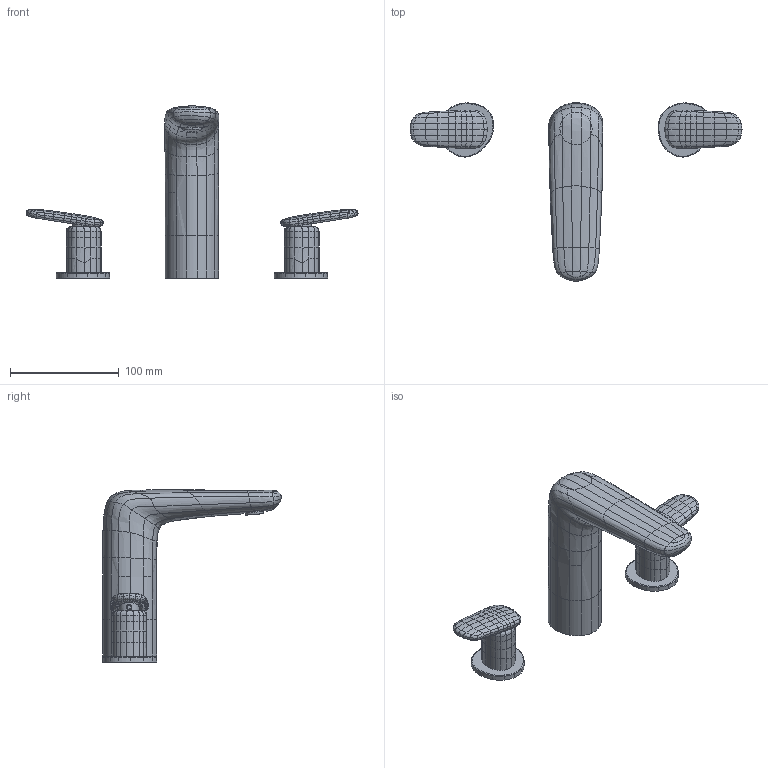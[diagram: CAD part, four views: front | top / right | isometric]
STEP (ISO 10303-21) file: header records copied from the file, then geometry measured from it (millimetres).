
FILE_DESCRIPTION(/* description */ (''),/* implementation_level */ '2;1');
FILE_NAME(/* name */ 'TVW111001000.step',/* time_stamp */ '2023-01-19T12:24:54+01:00',/* author */ (''),/* organization */ (''),/* preprocessor_version */ 'ST-DEVELOPER v19.2',/* originating_system */ 'Autodesk Translation Framework v11.17.0.187',/* authorisation */ '');
FILE_SCHEMA (('AUTOMOTIVE_DESIGN { 1 0 10303 214 3 1 1 }'));
Length unit declared in the file: millimetre
Products named in the file (10): (Nicht gespeichert); PIANTANA-214-ANTAO-DX_ASM; PIANTANA-214-ANTAO-SX_ASM; CAPPUCCIO-PIANTANA-ANTAO-214-V2; BASE-PIANTANA-ANTAO-V2; MANIGLIA-214-ANTAO; ACGRANO5X4PC; AC53G5682ASSR-5LMIN; Komponente9; Komponente13
Assembly tree (13 placements, depth 3):
  (Nicht gespeichert)
    PIANTANA-214-ANTAO-DX_ASM
      CAPPUCCIO-PIANTANA-ANTAO-214-V2
      BASE-PIANTANA-ANTAO-V2
      MANIGLIA-214-ANTAO
      ACGRANO5X4PC
    PIANTANA-214-ANTAO-SX_ASM
      CAPPUCCIO-PIANTANA-ANTAO-214-V2
      BASE-PIANTANA-ANTAO-V2
      MANIGLIA-214-ANTAO
      ACGRANO5X4PC
    AC53G5682ASSR-5LMIN
    Komponente9
    Komponente13
Bounding box: 304.61 x 163.93 x 158.03 mm (x, y, z)
Volume: 110725.4 mm3; surface area: 73829.2 mm2
Topology: 8 solids, 11 shells, 868 faces, 1854 edges, 1014 vertices
Faces by surface type: bspline 765, plane 69, cylinder 24, cone 10
Full cylindrical faces by diameter (mm): 4.9 x2, 17 x1, 18.5 x2, 24 x1, 24.5 x1, 41.5 x1
Entity records: 31854 total; most frequent: CARTESIAN_POINT 23108, ORIENTED_EDGE 2290, EDGE_CURVE 1148, B_SPLINE_CURVE_WITH_KNOTS 775, DIRECTION 684, VERTEX_POINT 636, EDGE_LOOP 549, FACE_OUTER_BOUND 536
